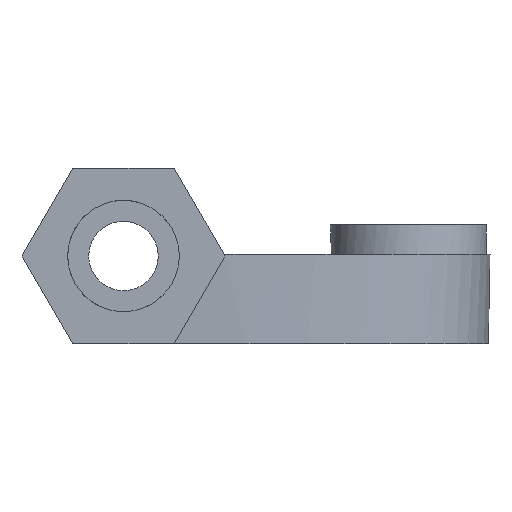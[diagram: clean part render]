
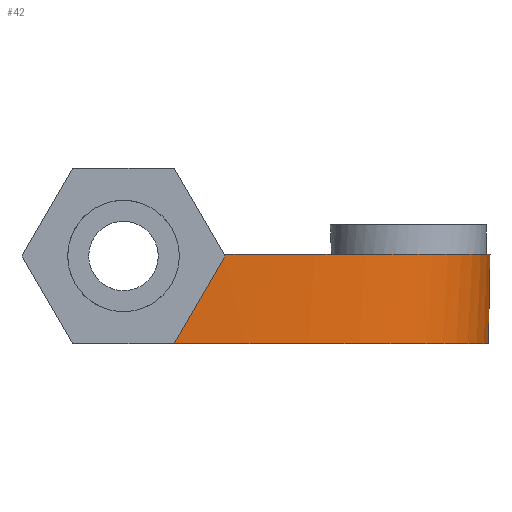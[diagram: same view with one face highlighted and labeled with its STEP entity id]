
A CAD part, left-side view. The second image highlights one B-rep face of the part: STEP entity #42.
In plain terms, the highlighted free-form (B-spline) face has degree [3, 1] with [4, 2] control points.
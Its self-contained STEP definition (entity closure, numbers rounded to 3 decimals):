
#42=ADVANCED_FACE('',(#72),#921,.T.);
#72=FACE_OUTER_BOUND('',#106,.T.);
#106=EDGE_LOOP('',(#219,#220,#221,#222,#223));
#219=ORIENTED_EDGE('',*,*,#784,.F.);
#220=ORIENTED_EDGE('',*,*,#782,.F.);
#221=ORIENTED_EDGE('',*,*,#805,.T.);
#222=ORIENTED_EDGE('',*,*,#765,.F.);
#223=ORIENTED_EDGE('',*,*,#800,.F.);
#276=PCURVE('',#910,#412);
#308=PCURVE('',#914,#444);
#311=PCURVE('',#915,#447);
#341=PCURVE('',#919,#477);
#355=PCURVE('',#921,#491);
#356=PCURVE('',#921,#492);
#357=PCURVE('',#921,#493);
#358=PCURVE('',#921,#494);
#359=PCURVE('',#921,#495);
#360=PCURVE('',#922,#496);
#412=DEFINITIONAL_REPRESENTATION('',(#563),#1969);
#444=DEFINITIONAL_REPRESENTATION('',(#601),#1969);
#447=DEFINITIONAL_REPRESENTATION('',(#606),#1969);
#477=DEFINITIONAL_REPRESENTATION('',(#633),#1969);
#491=DEFINITIONAL_REPRESENTATION('',(#649),#1969);
#492=DEFINITIONAL_REPRESENTATION('',(#650),#1969);
#493=DEFINITIONAL_REPRESENTATION('',(#652),#1969);
#494=DEFINITIONAL_REPRESENTATION('',(#653),#1969);
#495=DEFINITIONAL_REPRESENTATION('',(#654),#1969);
#496=DEFINITIONAL_REPRESENTATION('',(#655),#1969);
#562=B_SPLINE_CURVE_WITH_KNOTS('',3,(#1445,#1446,#1447,#1448),
 .UNSPECIFIED.,.F.,.F.,(4,4),(0.,0.105),.UNSPECIFIED.);
#563=B_SPLINE_CURVE_WITH_KNOTS('',3,(#1449,#1450,#1451,#1452),
 .UNSPECIFIED.,.F.,.F.,(4,4),(0.,0.105),.UNSPECIFIED.);
#600=B_SPLINE_CURVE_WITH_KNOTS('',1,(#1570,#1571),.UNSPECIFIED.,.F.,.F.,
(2,2),(-2.,0.),.UNSPECIFIED.);
#601=B_SPLINE_CURVE_WITH_KNOTS('',1,(#1572,#1573),.UNSPECIFIED.,.F.,.F.,
(2,2),(-2.,0.),.UNSPECIFIED.);
#605=B_SPLINE_CURVE_WITH_KNOTS('',3,(#1584,#1585,#1586,#1587),
 .UNSPECIFIED.,.F.,.F.,(4,4),(0.,25.72),.UNSPECIFIED.);
#606=B_SPLINE_CURVE_WITH_KNOTS('',3,(#1588,#1589,#1590,#1591),
 .UNSPECIFIED.,.F.,.F.,(4,4),(0.,25.72),.UNSPECIFIED.);
#632=B_SPLINE_CURVE_WITH_KNOTS('',3,(#1764,#1765,#1766,#1767),
 .UNSPECIFIED.,.F.,.F.,(4,4),(0.,5.197),.UNSPECIFIED.);
#633=B_SPLINE_CURVE_WITH_KNOTS('',3,(#1768,#1769,#1770,#1771),
 .UNSPECIFIED.,.F.,.F.,(4,4),(0.,5.197),.UNSPECIFIED.);
#649=B_SPLINE_CURVE_WITH_KNOTS('',1,(#1820,#1821),.UNSPECIFIED.,.F.,.F.,
(2,2),(0.,25.72),.UNSPECIFIED.);
#650=B_SPLINE_CURVE_WITH_KNOTS('',1,(#1822,#1823),.UNSPECIFIED.,.F.,.F.,
(2,2),(-2.,0.),.UNSPECIFIED.);
#651=B_SPLINE_CURVE_WITH_KNOTS('',3,(#1824,#1825,#1826,#1827),
 .UNSPECIFIED.,.F.,.F.,(4,4),(0.,24.292),.UNSPECIFIED.);
#652=B_SPLINE_CURVE_WITH_KNOTS('',1,(#1828,#1829),.UNSPECIFIED.,.F.,.F.,
(2,2),(0.,24.292),.UNSPECIFIED.);
#653=B_SPLINE_CURVE_WITH_KNOTS('',3,(#1830,#1831,#1832,#1833),
 .UNSPECIFIED.,.F.,.F.,(4,4),(0.,0.105),.UNSPECIFIED.);
#654=B_SPLINE_CURVE_WITH_KNOTS('',3,(#1834,#1835,#1836,#1837),
 .UNSPECIFIED.,.F.,.F.,(4,4),(0.,5.197),.UNSPECIFIED.);
#655=B_SPLINE_CURVE_WITH_KNOTS('',3,(#1838,#1839,#1840,#1841),
 .UNSPECIFIED.,.F.,.F.,(4,4),(0.,24.292),.UNSPECIFIED.);
#697=SURFACE_CURVE('',#562,(#276,#358),.PCURVE_S1.);
#714=SURFACE_CURVE('',#600,(#308,#356),.PCURVE_S1.);
#716=SURFACE_CURVE('',#605,(#311,#355),.PCURVE_S1.);
#732=SURFACE_CURVE('',#632,(#341,#359),.PCURVE_S1.);
#737=SURFACE_CURVE('',#651,(#357,#360),.PCURVE_S1.);
#765=EDGE_CURVE('',#894,#896,#697,.T.);
#782=EDGE_CURVE('',#880,#879,#714,.T.);
#784=EDGE_CURVE('',#879,#892,#716,.T.);
#800=EDGE_CURVE('',#892,#894,#732,.T.);
#805=EDGE_CURVE('',#880,#896,#737,.T.);
#879=VERTEX_POINT('',#1272);
#880=VERTEX_POINT('',#1273);
#892=VERTEX_POINT('',#1285);
#894=VERTEX_POINT('',#1287);
#896=VERTEX_POINT('',#1289);
#910=B_SPLINE_SURFACE_WITH_KNOTS('',1,1,((#1089,#1090),(#1091,#1092)),
 .UNSPECIFIED.,.F.,.F.,.F.,(2,2),(2,2),(-2.598,2.598),
(-2.75,3.25),.UNSPECIFIED.);
#914=B_SPLINE_SURFACE_WITH_KNOTS('',3,1,((#1105,#1106),(#1107,#1108),(#1109,
#1110),(#1111,#1112)),.UNSPECIFIED.,.F.,.F.,.F.,(4,4),(2,2),(-50.287,
-50.25),(0.,2.),.UNSPECIFIED.);
#915=B_SPLINE_SURFACE_WITH_KNOTS('',1,1,((#1113,#1114),(#1115,#1116)),
 .UNSPECIFIED.,.F.,.F.,.F.,(2,2),(2,2),(-16.028,0.244),
(-0.099,9.947),.UNSPECIFIED.);
#919=B_SPLINE_SURFACE_WITH_KNOTS('',1,1,((#1181,#1182),(#1183,#1184)),
 .UNSPECIFIED.,.F.,.F.,.F.,(2,2),(2,2),(-2.598,2.598),
(2.75,3.25),.UNSPECIFIED.);
#921=B_SPLINE_SURFACE_WITH_KNOTS('',3,1,((#1199,#1200),(#1201,#1202),(#1203,
#1204),(#1205,#1206)),.UNSPECIFIED.,.F.,.F.,.F.,(4,4),(2,2),(-25.72,
0.),(0.,2.),.UNSPECIFIED.);
#922=B_SPLINE_SURFACE_WITH_KNOTS('',1,1,((#1207,#1208),(#1209,#1210)),
 .UNSPECIFIED.,.F.,.F.,.F.,(2,2),(2,2),(-0.026,9.892),
(-13.482,0.148),.UNSPECIFIED.);
#1089=CARTESIAN_POINT('',(107.196,-249.68,99.906));
#1090=CARTESIAN_POINT('',(101.196,-249.68,99.906));
#1091=CARTESIAN_POINT('',(107.196,-247.082,104.406));
#1092=CARTESIAN_POINT('',(101.196,-247.082,104.406));
#1105=CARTESIAN_POINT('',(111.531,-263.109,95.405));
#1106=CARTESIAN_POINT('',(111.531,-263.109,99.997));
#1107=CARTESIAN_POINT('',(111.531,-263.097,95.405));
#1108=CARTESIAN_POINT('',(111.531,-263.097,99.997));
#1109=CARTESIAN_POINT('',(111.531,-263.085,95.405));
#1110=CARTESIAN_POINT('',(111.531,-263.085,99.997));
#1111=CARTESIAN_POINT('',(111.531,-263.072,95.405));
#1112=CARTESIAN_POINT('',(111.531,-263.072,99.997));
#1113=CARTESIAN_POINT('',(111.63,-247.082,95.405));
#1114=CARTESIAN_POINT('',(101.584,-247.082,95.405));
#1115=CARTESIAN_POINT('',(111.63,-263.353,95.405));
#1116=CARTESIAN_POINT('',(101.584,-263.353,95.405));
#1181=CARTESIAN_POINT('',(101.696,-247.082,95.405));
#1182=CARTESIAN_POINT('',(101.196,-247.082,95.405));
#1183=CARTESIAN_POINT('',(101.696,-249.68,99.906));
#1184=CARTESIAN_POINT('',(101.196,-249.68,99.906));
#1199=CARTESIAN_POINT('',(101.696,-247.082,95.405));
#1200=CARTESIAN_POINT('',(101.649,-248.003,99.997));
#1201=CARTESIAN_POINT('',(101.507,-257.345,95.405));
#1202=CARTESIAN_POINT('',(101.476,-257.959,99.997));
#1203=CARTESIAN_POINT('',(103.29,-264.017,95.405));
#1204=CARTESIAN_POINT('',(103.274,-264.324,99.997));
#1205=CARTESIAN_POINT('',(111.531,-263.109,95.405));
#1206=CARTESIAN_POINT('',(111.531,-263.109,99.997));
#1207=CARTESIAN_POINT('',(111.557,-249.627,99.997));
#1208=CARTESIAN_POINT('',(111.557,-263.257,99.997));
#1209=CARTESIAN_POINT('',(101.639,-249.627,99.997));
#1210=CARTESIAN_POINT('',(101.639,-263.257,99.997));
#1272=CARTESIAN_POINT('',(111.531,-263.109,95.405));
#1273=CARTESIAN_POINT('',(111.531,-263.109,99.997));
#1285=CARTESIAN_POINT('',(101.696,-247.082,95.405));
#1287=CARTESIAN_POINT('',(101.64,-249.68,99.906));
#1289=CARTESIAN_POINT('',(101.639,-249.627,99.997));
#1445=CARTESIAN_POINT('',(101.64,-249.68,99.906));
#1446=CARTESIAN_POINT('',(101.64,-249.663,99.936));
#1447=CARTESIAN_POINT('',(101.639,-249.645,99.967));
#1448=CARTESIAN_POINT('',(101.639,-249.627,99.997));
#1449=CARTESIAN_POINT('',(-2.598,2.806));
#1450=CARTESIAN_POINT('',(-2.563,2.806));
#1451=CARTESIAN_POINT('',(-2.528,2.807));
#1452=CARTESIAN_POINT('',(-2.493,2.807));
#1570=CARTESIAN_POINT('',(111.531,-263.109,99.997));
#1571=CARTESIAN_POINT('',(111.531,-263.109,95.405));
#1572=CARTESIAN_POINT('',(-50.287,2.));
#1573=CARTESIAN_POINT('',(-50.287,0.));
#1584=CARTESIAN_POINT('',(111.531,-263.109,95.405));
#1585=CARTESIAN_POINT('',(103.29,-264.017,95.405));
#1586=CARTESIAN_POINT('',(101.507,-257.345,95.405));
#1587=CARTESIAN_POINT('',(101.696,-247.082,95.405));
#1588=CARTESIAN_POINT('',(0.,0.));
#1589=CARTESIAN_POINT('',(0.908,8.241));
#1590=CARTESIAN_POINT('',(-5.764,10.024));
#1591=CARTESIAN_POINT('',(-16.028,9.835));
#1764=CARTESIAN_POINT('',(101.696,-247.082,95.405));
#1765=CARTESIAN_POINT('',(101.67,-247.948,96.905));
#1766=CARTESIAN_POINT('',(101.651,-248.814,98.405));
#1767=CARTESIAN_POINT('',(101.64,-249.68,99.906));
#1768=CARTESIAN_POINT('',(-2.598,2.75));
#1769=CARTESIAN_POINT('',(-0.866,2.776));
#1770=CARTESIAN_POINT('',(0.866,2.795));
#1771=CARTESIAN_POINT('',(2.598,2.806));
#1820=CARTESIAN_POINT('',(0.,0.));
#1821=CARTESIAN_POINT('',(-25.72,0.));
#1822=CARTESIAN_POINT('',(0.,2.));
#1823=CARTESIAN_POINT('',(0.,0.));
#1824=CARTESIAN_POINT('',(111.531,-263.109,99.997));
#1825=CARTESIAN_POINT('',(103.733,-264.257,99.997));
#1826=CARTESIAN_POINT('',(101.696,-258.643,99.997));
#1827=CARTESIAN_POINT('',(101.639,-249.627,99.997));
#1828=CARTESIAN_POINT('',(0.,2.));
#1829=CARTESIAN_POINT('',(-24.292,2.));
#1830=CARTESIAN_POINT('',(-24.229,1.96));
#1831=CARTESIAN_POINT('',(-24.25,1.973));
#1832=CARTESIAN_POINT('',(-24.271,1.987));
#1833=CARTESIAN_POINT('',(-24.292,2.));
#1834=CARTESIAN_POINT('',(-25.72,0.));
#1835=CARTESIAN_POINT('',(-25.248,0.654));
#1836=CARTESIAN_POINT('',(-24.753,1.307));
#1837=CARTESIAN_POINT('',(-24.229,1.96));
#1838=CARTESIAN_POINT('',(0.,0.));
#1839=CARTESIAN_POINT('',(7.798,1.147));
#1840=CARTESIAN_POINT('',(9.836,-4.466));
#1841=CARTESIAN_POINT('',(9.892,-13.482));
#1969=(
GEOMETRIC_REPRESENTATION_CONTEXT(2)
PARAMETRIC_REPRESENTATION_CONTEXT()
REPRESENTATION_CONTEXT('pspace','')
);
